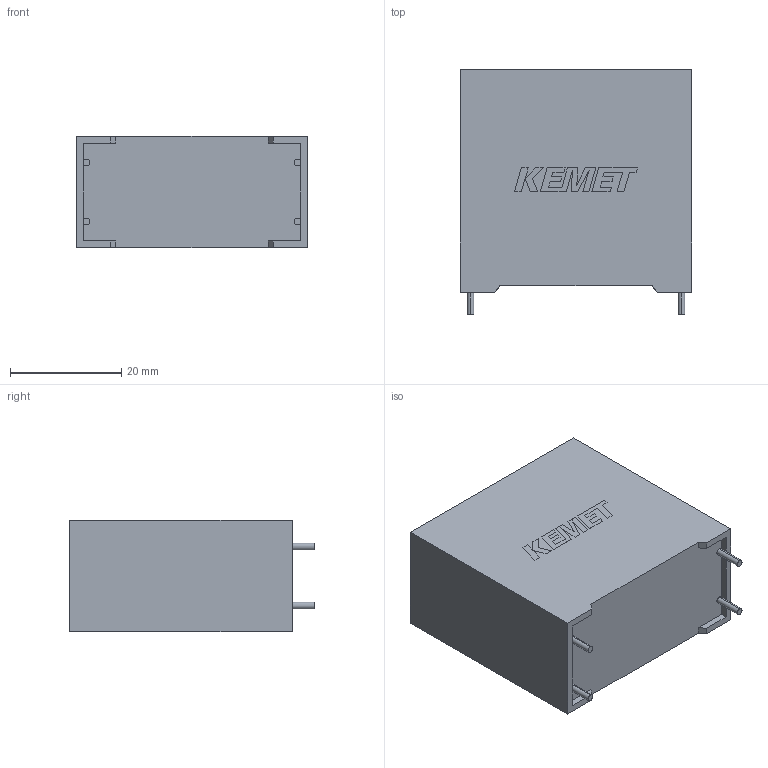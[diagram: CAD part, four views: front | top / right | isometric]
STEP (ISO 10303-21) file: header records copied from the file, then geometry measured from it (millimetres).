
FILE_DESCRIPTION (( 'STEP AP214' ), '1' );
FILE_NAME ('CFP_RB4_41.5x40x20_L41.5H40T20S37.9S110.6LL4F1.2.STEP', '2017-04-26T20:44:11', ( '' ), ( '' ), 'SwSTEP 2.0', 'SolidWorks 2014', '' );
FILE_SCHEMA (( 'AUTOMOTIVE_DESIGN' ));
Length unit declared in the file: millimetre
Products named in the file (1): CFP_RB4_41.5x40x20_L41.5H40T20S37.9S110.6LL4F1.2
Bounding box: 41.5 x 44 x 20 mm (x, y, z)
Volume: 32336.8 mm3; surface area: 6769.2 mm2
Topology: 4 solids, 4 shells, 91 faces, 249 edges, 166 vertices
Faces by surface type: plane 83, cylinder 8
Entity records: 3282 total; most frequent: CARTESIAN_POINT 507, ORIENTED_EDGE 498, DIRECTION 457, EDGE_CURVE 249, LINE 225, VECTOR 225, VERTEX_POINT 166, AXIS2_PLACEMENT_3D 116
